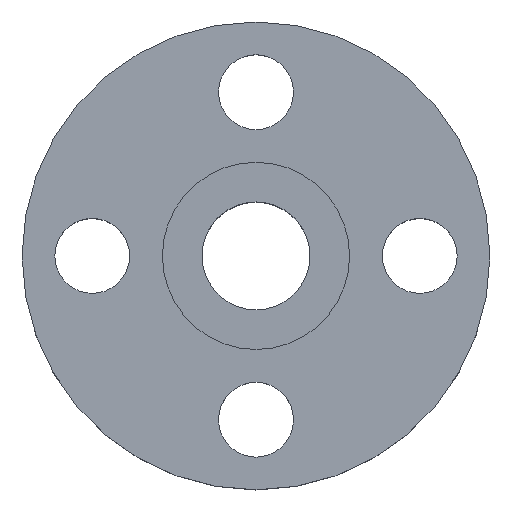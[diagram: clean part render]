
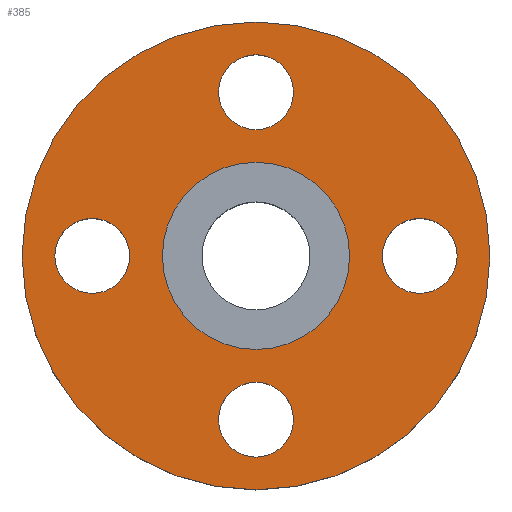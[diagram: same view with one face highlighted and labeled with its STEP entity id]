
A CAD part, top view. The second image highlights one B-rep face of the part: STEP entity #385.
In plain terms, the highlighted planar face has unit normal (0, 0, 1).
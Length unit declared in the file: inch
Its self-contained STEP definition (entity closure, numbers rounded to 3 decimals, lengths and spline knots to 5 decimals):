
#7 = CARTESIAN_POINT ( 'NONE',  ( 0.5, -2.1875, -0.25 ) ) ;
#8 = CARTESIAN_POINT ( 'NONE',  ( 0., 2.1875, -0.25 ) ) ;
#12 = ORIENTED_EDGE ( 'NONE', *, *, #736, .F. ) ;
#16 = CARTESIAN_POINT ( 'NONE',  ( 0., 0., -0.25 ) ) ;
#19 = CARTESIAN_POINT ( 'NONE',  ( 2.6875, 0., -0.25 ) ) ;
#31 = CIRCLE ( 'NONE', #181, 0.5 ) ;
#36 = CARTESIAN_POINT ( 'NONE',  ( -3.125, 0., -0.25 ) ) ;
#42 = VERTEX_POINT ( 'NONE', #488 ) ;
#61 = AXIS2_PLACEMENT_3D ( 'NONE', #477, #554, #816 ) ;
#62 = CARTESIAN_POINT ( 'NONE',  ( 0., -2.1875, -0.25 ) ) ;
#72 = CIRCLE ( 'NONE', #854, 0.5 ) ;
#76 = CARTESIAN_POINT ( 'NONE',  ( -2.1875, 0., -0.25 ) ) ;
#77 = EDGE_CURVE ( 'NONE', #404, #402, #601, .T. ) ;
#80 = DIRECTION ( 'NONE',  ( 1., 0., 0. ) ) ;
#91 = EDGE_CURVE ( 'NONE', #444, #42, #666, .T. ) ;
#101 = CARTESIAN_POINT ( 'NONE',  ( 0., 0., -0.25 ) ) ;
#104 = CIRCLE ( 'NONE', #519, 0.5 ) ;
#122 = CARTESIAN_POINT ( 'NONE',  ( 2.1875, 0., -0.25 ) ) ;
#124 = EDGE_LOOP ( 'NONE', ( #165, #790 ) ) ;
#125 = VERTEX_POINT ( 'NONE', #433 ) ;
#136 = ORIENTED_EDGE ( 'NONE', *, *, #192, .F. ) ;
#138 = CIRCLE ( 'NONE', #743, 0.5 ) ;
#152 = DIRECTION ( 'NONE',  ( 0., 0., 1. ) ) ;
#155 = DIRECTION ( 'NONE',  ( 1., 0., 0. ) ) ;
#161 = CIRCLE ( 'NONE', #311, 0.5 ) ;
#165 = ORIENTED_EDGE ( 'NONE', *, *, #692, .F. ) ;
#179 = CIRCLE ( 'NONE', #405, 1.25 ) ;
#181 = AXIS2_PLACEMENT_3D ( 'NONE', #76, #670, #80 ) ;
#192 = EDGE_CURVE ( 'NONE', #125, #509, #72, .T. ) ;
#205 = DIRECTION ( 'NONE',  ( 0., -1., 0. ) ) ;
#215 = EDGE_CURVE ( 'NONE', #337, #529, #179, .T. ) ;
#224 = EDGE_LOOP ( 'NONE', ( #511, #136 ) ) ;
#251 = DIRECTION ( 'NONE',  ( 0., 1., 0. ) ) ;
#254 = CARTESIAN_POINT ( 'NONE',  ( 1.6875, 0., -0.25 ) ) ;
#263 = DIRECTION ( 'NONE',  ( 0., 0., 1. ) ) ;
#266 = EDGE_CURVE ( 'NONE', #402, #404, #392, .T. ) ;
#268 = CARTESIAN_POINT ( 'NONE',  ( -1.25, 0., -0.25 ) ) ;
#269 = ORIENTED_EDGE ( 'NONE', *, *, #805, .T. ) ;
#284 = FACE_BOUND ( 'NONE', #224, .T. ) ;
#296 = EDGE_LOOP ( 'NONE', ( #269, #822 ) ) ;
#311 = AXIS2_PLACEMENT_3D ( 'NONE', #612, #723, #251 ) ;
#322 = DIRECTION ( 'NONE',  ( 0., 0., 1. ) ) ;
#323 = DIRECTION ( 'NONE',  ( 0., 0., 1. ) ) ;
#330 = ORIENTED_EDGE ( 'NONE', *, *, #215, .F. ) ;
#337 = VERTEX_POINT ( 'NONE', #547 ) ;
#344 = DIRECTION ( 'NONE',  ( 0., -1., 0. ) ) ;
#345 = DIRECTION ( 'NONE',  ( 1., 0., 0. ) ) ;
#354 = CARTESIAN_POINT ( 'NONE',  ( 0., 2.1875, -0.25 ) ) ;
#376 = VERTEX_POINT ( 'NONE', #614 ) ;
#385 = ADVANCED_FACE ( 'NONE', ( #834, #628, #284, #605, #610, #621 ), #811, .F. ) ;
#392 = CIRCLE ( 'NONE', #502, 0.5 ) ;
#402 = VERTEX_POINT ( 'NONE', #838 ) ;
#404 = VERTEX_POINT ( 'NONE', #633 ) ;
#405 = AXIS2_PLACEMENT_3D ( 'NONE', #779, #322, #578 ) ;
#411 = CARTESIAN_POINT ( 'NONE',  ( 2.1875, 0., -0.25 ) ) ;
#416 = AXIS2_PLACEMENT_3D ( 'NONE', #16, #662, #345 ) ;
#433 = CARTESIAN_POINT ( 'NONE',  ( -0.5, -2.1875, -0.25 ) ) ;
#444 = VERTEX_POINT ( 'NONE', #36 ) ;
#451 = EDGE_LOOP ( 'NONE', ( #460, #668 ) ) ;
#452 = DIRECTION ( 'NONE',  ( 0., 0., 1. ) ) ;
#460 = ORIENTED_EDGE ( 'NONE', *, *, #77, .F. ) ;
#465 = EDGE_LOOP ( 'NONE', ( #330, #550 ) ) ;
#468 = EDGE_LOOP ( 'NONE', ( #704, #12 ) ) ;
#477 = CARTESIAN_POINT ( 'NONE',  ( 0., 1.25, -0.25 ) ) ;
#488 = CARTESIAN_POINT ( 'NONE',  ( 3.125, 0., -0.25 ) ) ;
#502 = AXIS2_PLACEMENT_3D ( 'NONE', #8, #263, #344 ) ;
#509 = VERTEX_POINT ( 'NONE', #7 ) ;
#510 = EDGE_CURVE ( 'NONE', #376, #799, #31, .T. ) ;
#511 = ORIENTED_EDGE ( 'NONE', *, *, #671, .F. ) ;
#519 = AXIS2_PLACEMENT_3D ( 'NONE', #122, #859, #651 ) ;
#524 = EDGE_CURVE ( 'NONE', #529, #337, #638, .T. ) ;
#529 = VERTEX_POINT ( 'NONE', #268 ) ;
#531 = CIRCLE ( 'NONE', #543, 3.125 ) ;
#543 = AXIS2_PLACEMENT_3D ( 'NONE', #750, #598, #677 ) ;
#547 = CARTESIAN_POINT ( 'NONE',  ( 1.25, 0., -0.25 ) ) ;
#550 = ORIENTED_EDGE ( 'NONE', *, *, #524, .F. ) ;
#554 = DIRECTION ( 'NONE',  ( 0., 0., -1. ) ) ;
#574 = CARTESIAN_POINT ( 'NONE',  ( -2.1875, 0., -0.25 ) ) ;
#578 = DIRECTION ( 'NONE',  ( 1., 0., 0. ) ) ;
#580 = CIRCLE ( 'NONE', #703, 0.5 ) ;
#582 = EDGE_CURVE ( 'NONE', #792, #588, #138, .T. ) ;
#588 = VERTEX_POINT ( 'NONE', #19 ) ;
#598 = DIRECTION ( 'NONE',  ( 0., 0., 1. ) ) ;
#601 = CIRCLE ( 'NONE', #712, 0.5 ) ;
#605 = FACE_BOUND ( 'NONE', #468, .T. ) ;
#610 = FACE_BOUND ( 'NONE', #465, .T. ) ;
#612 = CARTESIAN_POINT ( 'NONE',  ( 0., -2.1875, -0.25 ) ) ;
#614 = CARTESIAN_POINT ( 'NONE',  ( -1.6875, 0., -0.25 ) ) ;
#621 = FACE_OUTER_BOUND ( 'NONE', #296, .T. ) ;
#628 = FACE_BOUND ( 'NONE', #124, .T. ) ;
#633 = CARTESIAN_POINT ( 'NONE',  ( 0.5, 2.1875, -0.25 ) ) ;
#638 = CIRCLE ( 'NONE', #416, 1.25 ) ;
#641 = DIRECTION ( 'NONE',  ( 1., 0., 0. ) ) ;
#651 = DIRECTION ( 'NONE',  ( -1., 0., 0. ) ) ;
#662 = DIRECTION ( 'NONE',  ( 0., 0., 1. ) ) ;
#665 = CARTESIAN_POINT ( 'NONE',  ( -2.6875, 0., -0.25 ) ) ;
#666 = CIRCLE ( 'NONE', #699, 3.125 ) ;
#668 = ORIENTED_EDGE ( 'NONE', *, *, #266, .F. ) ;
#670 = DIRECTION ( 'NONE',  ( 0., 0., 1. ) ) ;
#671 = EDGE_CURVE ( 'NONE', #509, #125, #161, .T. ) ;
#677 = DIRECTION ( 'NONE',  ( 1., 0., 0. ) ) ;
#692 = EDGE_CURVE ( 'NONE', #588, #792, #104, .T. ) ;
#699 = AXIS2_PLACEMENT_3D ( 'NONE', #101, #830, #155 ) ;
#703 = AXIS2_PLACEMENT_3D ( 'NONE', #574, #323, #641 ) ;
#704 = ORIENTED_EDGE ( 'NONE', *, *, #510, .F. ) ;
#712 = AXIS2_PLACEMENT_3D ( 'NONE', #354, #152, #205 ) ;
#723 = DIRECTION ( 'NONE',  ( 0., 0., 1. ) ) ;
#736 = EDGE_CURVE ( 'NONE', #799, #376, #580, .T. ) ;
#743 = AXIS2_PLACEMENT_3D ( 'NONE', #411, #810, #801 ) ;
#750 = CARTESIAN_POINT ( 'NONE',  ( 0., 0., -0.25 ) ) ;
#779 = CARTESIAN_POINT ( 'NONE',  ( 0., 0., -0.25 ) ) ;
#790 = ORIENTED_EDGE ( 'NONE', *, *, #582, .F. ) ;
#792 = VERTEX_POINT ( 'NONE', #254 ) ;
#799 = VERTEX_POINT ( 'NONE', #665 ) ;
#801 = DIRECTION ( 'NONE',  ( -1., 0., 0. ) ) ;
#805 = EDGE_CURVE ( 'NONE', #42, #444, #531, .T. ) ;
#810 = DIRECTION ( 'NONE',  ( 0., 0., 1. ) ) ;
#811 = PLANE ( 'NONE',  #61 ) ;
#816 = DIRECTION ( 'NONE',  ( -1., 0., 0. ) ) ;
#822 = ORIENTED_EDGE ( 'NONE', *, *, #91, .T. ) ;
#830 = DIRECTION ( 'NONE',  ( 0., 0., 1. ) ) ;
#834 = FACE_BOUND ( 'NONE', #451, .T. ) ;
#838 = CARTESIAN_POINT ( 'NONE',  ( -0.5, 2.1875, -0.25 ) ) ;
#846 = DIRECTION ( 'NONE',  ( 0., 1., 0. ) ) ;
#854 = AXIS2_PLACEMENT_3D ( 'NONE', #62, #452, #846 ) ;
#859 = DIRECTION ( 'NONE',  ( 0., 0., 1. ) ) ;
